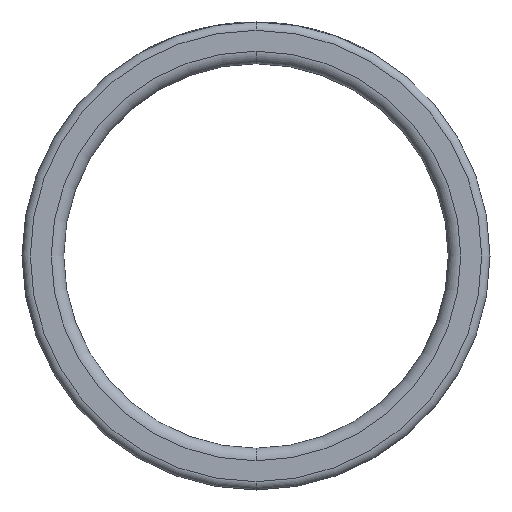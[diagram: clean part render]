
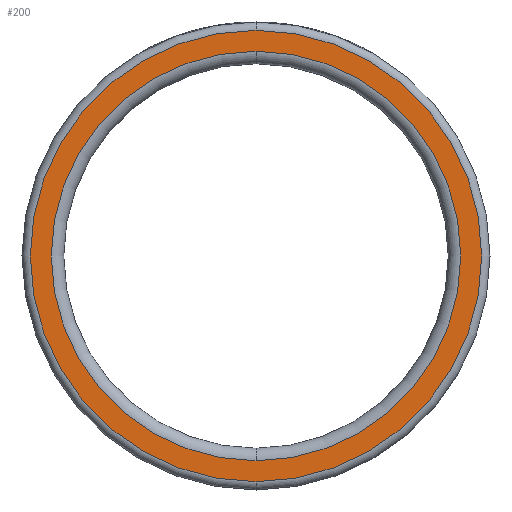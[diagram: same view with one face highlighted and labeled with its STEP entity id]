
A CAD part, front view. The second image highlights one B-rep face of the part: STEP entity #200.
In plain terms, the highlighted planar face has unit normal (0, -1, 0).
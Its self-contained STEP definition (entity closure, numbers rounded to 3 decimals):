
#3 = CARTESIAN_POINT ( 'NONE',  ( 0., -75., 0. ) ) ;
#143 = ORIENTED_EDGE ( 'NONE', *, *, #3078, .F. ) ;
#160 = AXIS2_PLACEMENT_3D ( 'NONE', #2303, #1367, #829 ) ;
#200 = ADVANCED_FACE ( 'NONE', ( #206, #584 ), #646, .T. ) ;
#206 = FACE_OUTER_BOUND ( 'NONE', #2572, .T. ) ;
#252 = DIRECTION ( 'NONE',  ( 0., 0., -1. ) ) ;
#474 = DIRECTION ( 'NONE',  ( 0., -1., 0. ) ) ;
#480 = DIRECTION ( 'NONE',  ( 0., -1., 0. ) ) ;
#584 = FACE_BOUND ( 'NONE', #1195, .T. ) ;
#612 = CARTESIAN_POINT ( 'NONE',  ( 0., -75., 0. ) ) ;
#646 = PLANE ( 'NONE',  #1540 ) ;
#719 = VERTEX_POINT ( 'NONE', #2813 ) ;
#729 = DIRECTION ( 'NONE',  ( 0., 0., -1. ) ) ;
#786 = AXIS2_PLACEMENT_3D ( 'NONE', #1945, #480, #252 ) ;
#811 = CIRCLE ( 'NONE', #786, 49. ) ;
#822 = EDGE_CURVE ( 'NONE', #1303, #1575, #1280, .T. ) ;
#829 = DIRECTION ( 'NONE',  ( 0., 0., -1. ) ) ;
#882 = VERTEX_POINT ( 'NONE', #1561 ) ;
#933 = DIRECTION ( 'NONE',  ( 0., -1., 0. ) ) ;
#1117 = ORIENTED_EDGE ( 'NONE', *, *, #822, .T. ) ;
#1195 = EDGE_LOOP ( 'NONE', ( #143, #2247 ) ) ;
#1249 = CARTESIAN_POINT ( 'NONE',  ( 0., -75., 54. ) ) ;
#1280 = CIRCLE ( 'NONE', #160, 54. ) ;
#1303 = VERTEX_POINT ( 'NONE', #2186 ) ;
#1325 = CIRCLE ( 'NONE', #2669, 54. ) ;
#1367 = DIRECTION ( 'NONE',  ( 0., -1., 0. ) ) ;
#1540 = AXIS2_PLACEMENT_3D ( 'NONE', #1878, #933, #2120 ) ;
#1561 = CARTESIAN_POINT ( 'NONE',  ( 0., -75., 49. ) ) ;
#1575 = VERTEX_POINT ( 'NONE', #1249 ) ;
#1630 = CIRCLE ( 'NONE', #2173, 49. ) ;
#1834 = DIRECTION ( 'NONE',  ( 0., -1., 0. ) ) ;
#1878 = CARTESIAN_POINT ( 'NONE',  ( 49., -75., 0. ) ) ;
#1945 = CARTESIAN_POINT ( 'NONE',  ( 0., -75., 0. ) ) ;
#2084 = EDGE_CURVE ( 'NONE', #1575, #1303, #1325, .T. ) ;
#2120 = DIRECTION ( 'NONE',  ( 0., 0., -1. ) ) ;
#2173 = AXIS2_PLACEMENT_3D ( 'NONE', #3, #474, #729 ) ;
#2186 = CARTESIAN_POINT ( 'NONE',  ( 0., -75., -54. ) ) ;
#2199 = EDGE_CURVE ( 'NONE', #882, #719, #811, .T. ) ;
#2247 = ORIENTED_EDGE ( 'NONE', *, *, #2199, .F. ) ;
#2303 = CARTESIAN_POINT ( 'NONE',  ( 0., -75., 0. ) ) ;
#2572 = EDGE_LOOP ( 'NONE', ( #1117, #2678 ) ) ;
#2669 = AXIS2_PLACEMENT_3D ( 'NONE', #612, #1834, #2792 ) ;
#2678 = ORIENTED_EDGE ( 'NONE', *, *, #2084, .T. ) ;
#2792 = DIRECTION ( 'NONE',  ( 0., 0., -1. ) ) ;
#2813 = CARTESIAN_POINT ( 'NONE',  ( 0., -75., -49. ) ) ;
#3078 = EDGE_CURVE ( 'NONE', #719, #882, #1630, .T. ) ;
